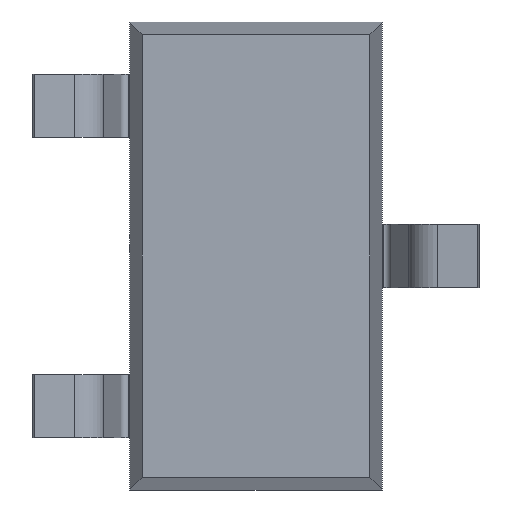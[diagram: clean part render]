
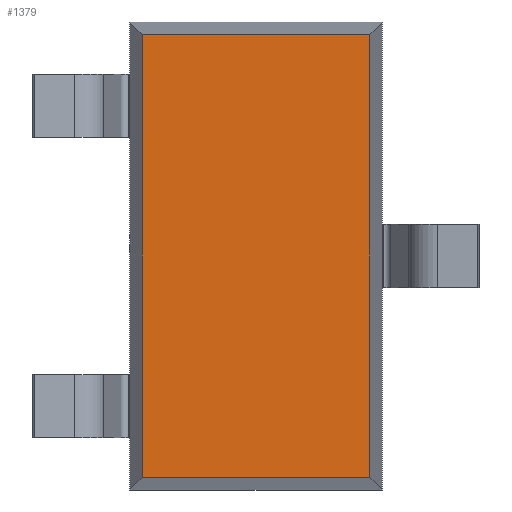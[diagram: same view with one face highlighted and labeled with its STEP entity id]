
A CAD part, front view. The second image highlights one B-rep face of the part: STEP entity #1379.
In plain terms, the highlighted planar face has unit normal (0, -1, 0).
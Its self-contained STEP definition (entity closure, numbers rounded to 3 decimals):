
#42 = DIRECTION ( 'NONE',  ( 0., 0., -1. ) ) ;
#94 = FACE_OUTER_BOUND ( 'NONE', #678, .T. ) ;
#104 = VECTOR ( 'NONE', #922, 1000. ) ;
#145 = VECTOR ( 'NONE', #761, 1000. ) ;
#166 = CARTESIAN_POINT ( 'NONE',  ( 0.72, 0.15, 1.4 ) ) ;
#220 = EDGE_CURVE ( 'NONE', #276, #1163, #472, .T. ) ;
#262 = EDGE_CURVE ( 'NONE', #754, #788, #1523, .T. ) ;
#276 = VERTEX_POINT ( 'NONE', #1296 ) ;
#356 = ORIENTED_EDGE ( 'NONE', *, *, #262, .F. ) ;
#421 = CARTESIAN_POINT ( 'NONE',  ( 0., 0.15, -1.4 ) ) ;
#445 = VECTOR ( 'NONE', #42, 1000. ) ;
#472 = LINE ( 'NONE', #1507, #145 ) ;
#495 = LINE ( 'NONE', #1422, #445 ) ;
#538 = ORIENTED_EDGE ( 'NONE', *, *, #826, .F. ) ;
#636 = DIRECTION ( 'NONE',  ( 0., 0., 1. ) ) ;
#657 = VECTOR ( 'NONE', #790, 1000. ) ;
#678 = EDGE_LOOP ( 'NONE', ( #942, #1071, #538, #356 ) ) ;
#754 = VERTEX_POINT ( 'NONE', #1530 ) ;
#761 = DIRECTION ( 'NONE',  ( 1., 0., 0. ) ) ;
#788 = VERTEX_POINT ( 'NONE', #1524 ) ;
#790 = DIRECTION ( 'NONE',  ( 0., 0., 1. ) ) ;
#826 = EDGE_CURVE ( 'NONE', #788, #276, #1148, .T. ) ;
#922 = DIRECTION ( 'NONE',  ( -1., 0., 0. ) ) ;
#942 = ORIENTED_EDGE ( 'NONE', *, *, #1098, .F. ) ;
#1071 = ORIENTED_EDGE ( 'NONE', *, *, #220, .F. ) ;
#1098 = EDGE_CURVE ( 'NONE', #1163, #754, #495, .T. ) ;
#1148 = LINE ( 'NONE', #1433, #657 ) ;
#1155 = CARTESIAN_POINT ( 'NONE',  ( 0., 0.15, 0. ) ) ;
#1163 = VERTEX_POINT ( 'NONE', #166 ) ;
#1272 = PLANE ( 'NONE',  #1446 ) ;
#1296 = CARTESIAN_POINT ( 'NONE',  ( -0.72, 0.15, 1.4 ) ) ;
#1379 = ADVANCED_FACE ( 'NONE', ( #94 ), #1272, .F. ) ;
#1390 = DIRECTION ( 'NONE',  ( 0., 1., 0. ) ) ;
#1422 = CARTESIAN_POINT ( 'NONE',  ( 0.72, 0.15, 0. ) ) ;
#1433 = CARTESIAN_POINT ( 'NONE',  ( -0.72, 0.15, 0. ) ) ;
#1446 = AXIS2_PLACEMENT_3D ( 'NONE', #1155, #1390, #636 ) ;
#1507 = CARTESIAN_POINT ( 'NONE',  ( 0., 0.15, 1.4 ) ) ;
#1523 = LINE ( 'NONE', #421, #104 ) ;
#1524 = CARTESIAN_POINT ( 'NONE',  ( -0.72, 0.15, -1.4 ) ) ;
#1530 = CARTESIAN_POINT ( 'NONE',  ( 0.72, 0.15, -1.4 ) ) ;
